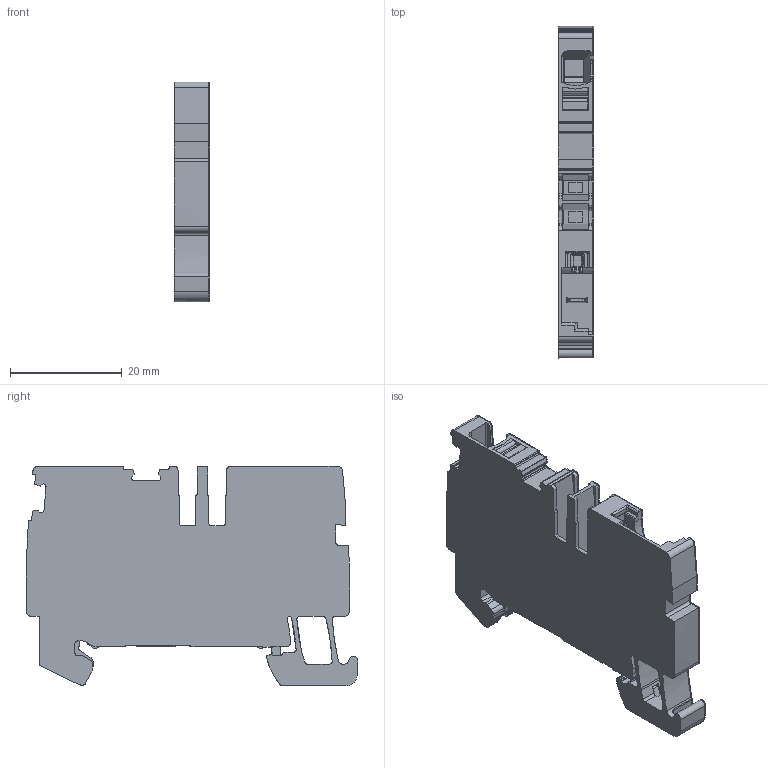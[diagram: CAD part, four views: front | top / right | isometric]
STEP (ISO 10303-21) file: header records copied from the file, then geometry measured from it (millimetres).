
FILE_DESCRIPTION(('CATIA V5 STEP Exchange','CAx-IF Rec.Pracs.--- Model Styling and Organization---1.4--- 2014-01-23'),'2;1');
FILE_NAME ('464684-1_3', '2023-09-07T12:37:57+00:00', ('none'), ('Weidmueller'), 'CATIA Version 5-6 Release 2016 SP3 HF44', 'CATIA V5 STEP AP214', 'none');
FILE_SCHEMA(('AUTOMOTIVE_DESIGN { 1 0 10303 214 1 1 1 1 }'));
Length unit declared in the file: millimetre
Products named in the file (1): 2540110000
Bounding box: 6.3 x 59.51 x 39.4 mm (x, y, z)
Volume: 9837.1 mm3; surface area: 11522.8 mm2
Topology: 5 solids, 5 shells, 1032 faces, 3044 edges, 2008 vertices
Faces by surface type: plane 487, cylinder 384, extrusion 120, torus 19, bspline 9, cone 9, sphere 4
Entity records: 37779 total; most frequent: CARTESIAN_POINT 11587, ORIENTED_EDGE 6062, DIRECTION 4186, EDGE_CURVE 3031, VECTOR 2062, VERTEX_POINT 2008, LINE 1942, AXIS2_PLACEMENT_3D 1349
